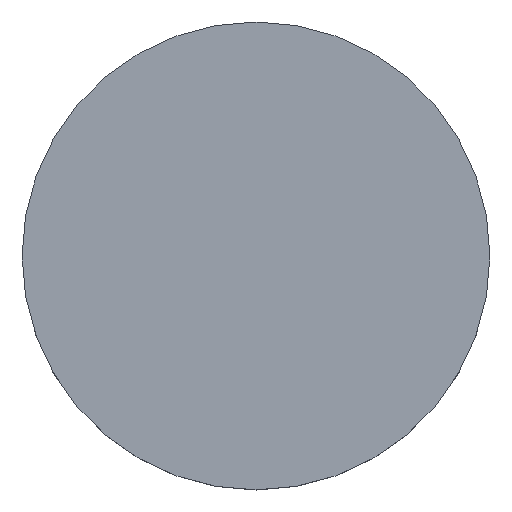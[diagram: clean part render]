
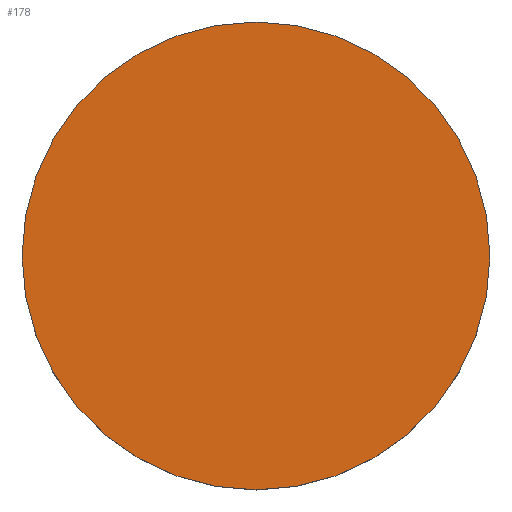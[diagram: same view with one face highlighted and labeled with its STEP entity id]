
A CAD part, top view. The second image highlights one B-rep face of the part: STEP entity #178.
In plain terms, the highlighted planar face has unit normal (0, 0, 1).
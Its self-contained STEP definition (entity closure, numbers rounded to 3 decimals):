
#10 = CARTESIAN_POINT ( 'NONE',  ( 0., 0., 3.7 ) ) ;
#16 = PLANE ( 'NONE',  #85 ) ;
#24 = EDGE_CURVE ( 'NONE', #132, #221, #146, .T. ) ;
#40 = AXIS2_PLACEMENT_3D ( 'NONE', #176, #206, #223 ) ;
#41 = FACE_OUTER_BOUND ( 'NONE', #205, .T. ) ;
#56 = DIRECTION ( 'NONE',  ( 0., 0., -1. ) ) ;
#85 = AXIS2_PLACEMENT_3D ( 'NONE', #150, #232, #164 ) ;
#97 = DIRECTION ( 'NONE',  ( 1., 0., 0. ) ) ;
#116 = CARTESIAN_POINT ( 'NONE',  ( -12.7, 0., 3.7 ) ) ;
#132 = VERTEX_POINT ( 'NONE', #202 ) ;
#146 = CIRCLE ( 'NONE', #40, 12.7 ) ;
#150 = CARTESIAN_POINT ( 'NONE',  ( 0., 26.112, 3.7 ) ) ;
#164 = DIRECTION ( 'NONE',  ( 1., 0., 0. ) ) ;
#176 = CARTESIAN_POINT ( 'NONE',  ( 0., 0., 3.7 ) ) ;
#178 = ADVANCED_FACE ( 'NONE', ( #41 ), #16, .T. ) ;
#181 = CIRCLE ( 'NONE', #192, 12.7 ) ;
#191 = EDGE_CURVE ( 'NONE', #221, #132, #181, .T. ) ;
#192 = AXIS2_PLACEMENT_3D ( 'NONE', #10, #56, #97 ) ;
#202 = CARTESIAN_POINT ( 'NONE',  ( 12.7, 0., 3.7 ) ) ;
#203 = ORIENTED_EDGE ( 'NONE', *, *, #24, .F. ) ;
#205 = EDGE_LOOP ( 'NONE', ( #203, #215 ) ) ;
#206 = DIRECTION ( 'NONE',  ( 0., 0., -1. ) ) ;
#215 = ORIENTED_EDGE ( 'NONE', *, *, #191, .F. ) ;
#221 = VERTEX_POINT ( 'NONE', #116 ) ;
#223 = DIRECTION ( 'NONE',  ( 1., 0., 0. ) ) ;
#232 = DIRECTION ( 'NONE',  ( 0., 0., 1. ) ) ;
